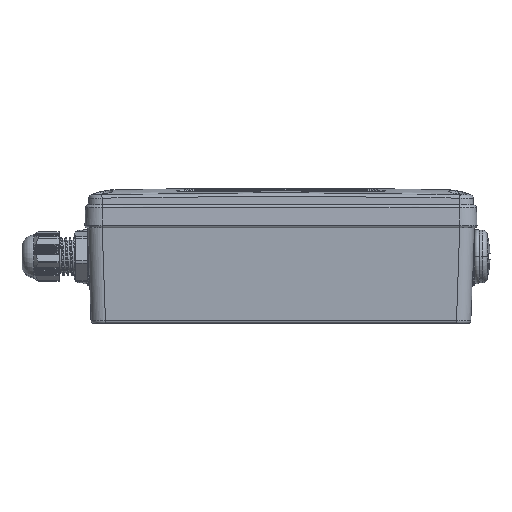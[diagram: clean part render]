
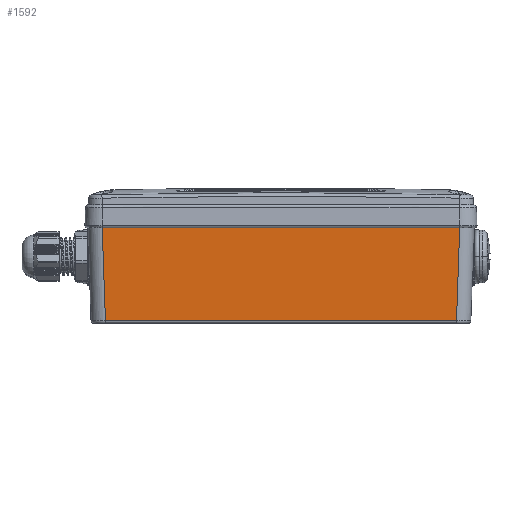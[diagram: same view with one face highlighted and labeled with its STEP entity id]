
A CAD part, top view. The second image highlights one B-rep face of the part: STEP entity #1592.
In plain terms, the highlighted planar face has unit normal (0, -0.035, 0.999).
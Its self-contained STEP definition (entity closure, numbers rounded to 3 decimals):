
#1592 = ADVANCED_FACE ( 'NONE', ( #31364 ), #53134, .T. ) ;
#1794 = LINE ( 'NONE', #95534, #23004 ) ;
#6366 = VERTEX_POINT ( 'NONE', #52725 ) ;
#6509 = ORIENTED_EDGE ( 'NONE', *, *, #106229, .T. ) ;
#10119 = DIRECTION ( 'NONE',  ( -1., 0., 0. ) ) ;
#13120 = LINE ( 'NONE', #118537, #14798 ) ;
#14249 = CARTESIAN_POINT ( 'NONE',  ( -74.629, 40., 40.625 ) ) ;
#14798 = VECTOR ( 'NONE', #66569, 1000. ) ;
#23004 = VECTOR ( 'NONE', #108745, 1000. ) ;
#31364 = FACE_OUTER_BOUND ( 'NONE', #120389, .T. ) ;
#35292 = CARTESIAN_POINT ( 'NONE',  ( -80.625, 40., 40.625 ) ) ;
#35740 = DIRECTION ( 'NONE',  ( 0., -0.999, -0.035 ) ) ;
#52278 = VERTEX_POINT ( 'NONE', #14249 ) ;
#52283 = CARTESIAN_POINT ( 'NONE',  ( 74.537, 37.378, 40.533 ) ) ;
#52721 = DIRECTION ( 'NONE',  ( -0.035, -0.999, -0.035 ) ) ;
#52725 = CARTESIAN_POINT ( 'NONE',  ( -73.272, 1.158, 39.269 ) ) ;
#53134 = PLANE ( 'NONE',  #105644 ) ;
#55975 = VECTOR ( 'NONE', #10119, 1000. ) ;
#58194 = LINE ( 'NONE', #52283, #110400 ) ;
#62923 = VERTEX_POINT ( 'NONE', #101156 ) ;
#66569 = DIRECTION ( 'NONE',  ( 0.035, -0.999, -0.035 ) ) ;
#73484 = CARTESIAN_POINT ( 'NONE',  ( -80.625, 40., 40.625 ) ) ;
#78068 = EDGE_CURVE ( 'NONE', #126581, #62923, #58194, .T. ) ;
#82183 = LINE ( 'NONE', #73484, #55975 ) ;
#95534 = CARTESIAN_POINT ( 'NONE',  ( -80.625, 1.158, 39.269 ) ) ;
#99663 = ORIENTED_EDGE ( 'NONE', *, *, #101252, .T. ) ;
#101156 = CARTESIAN_POINT ( 'NONE',  ( 73.272, 1.158, 39.269 ) ) ;
#101252 = EDGE_CURVE ( 'NONE', #52278, #6366, #13120, .T. ) ;
#102115 = EDGE_CURVE ( 'NONE', #62923, #6366, #1794, .T. ) ;
#105644 = AXIS2_PLACEMENT_3D ( 'NONE', #35292, #107816, #35740 ) ;
#106229 = EDGE_CURVE ( 'NONE', #126581, #52278, #82183, .T. ) ;
#107816 = DIRECTION ( 'NONE',  ( 0., -0.035, 0.999 ) ) ;
#108745 = DIRECTION ( 'NONE',  ( -1., 0., 0. ) ) ;
#110400 = VECTOR ( 'NONE', #52721, 1000. ) ;
#111861 = ORIENTED_EDGE ( 'NONE', *, *, #102115, .F. ) ;
#117080 = CARTESIAN_POINT ( 'NONE',  ( 74.629, 40., 40.625 ) ) ;
#118537 = CARTESIAN_POINT ( 'NONE',  ( -74.629, 40., 40.625 ) ) ;
#120389 = EDGE_LOOP ( 'NONE', ( #122328, #6509, #99663, #111861 ) ) ;
#122328 = ORIENTED_EDGE ( 'NONE', *, *, #78068, .F. ) ;
#126581 = VERTEX_POINT ( 'NONE', #117080 ) ;
